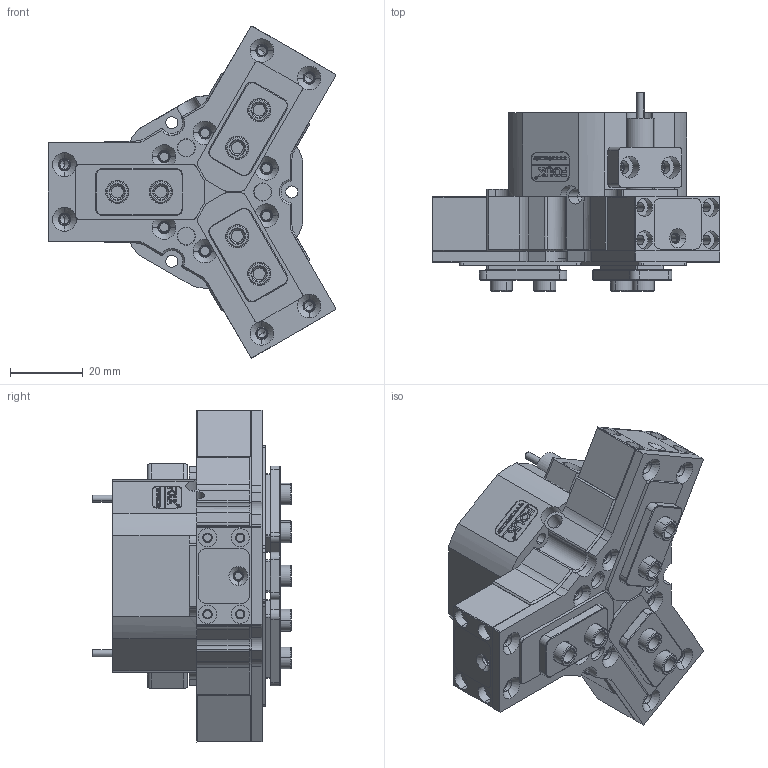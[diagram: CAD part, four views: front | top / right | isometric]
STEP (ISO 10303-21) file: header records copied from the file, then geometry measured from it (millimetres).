
FILE_DESCRIPTION (( 'STEP AP203' ), '1' );
FILE_NAME ('TZ33-60-P.STEP', '2024-12-19T07:51:11', ( 'USER-' ), ( 'Microsoft' ), 'SwSTEP 2.0', 'SolidWorks 2018', '' );
FILE_SCHEMA (( 'CONFIG_CONTROL_DESIGN' ));
Length unit declared in the file: millimetre
Products named in the file (40): TZ33-60-C26-P杅耀.sldasm-Part-16; TZ33-60-C26-P杅耀.sldasm-Part-2; 揤輸蚾饜极; TZ33-60-C26-P杅耀.sldasm-Part-6; TZ33-60-C26-P杅耀.sldasm-Part-50; TZ33-60杅耀.sldasm-Part-11; TZ33-60-C26-P杅耀.sldasm-Part-1; TZ33-60-C26-P杅耀.sldasm-Part-30; 埴翐芛_GB_FASTENER_SCREWS_HSHCS M2X8-N; TZ33-60杅耀.sldasm-Part-15; 12x8-R2; TZ33-60-C26-P杅耀.sldasm-Part-41; TZ33-60; TZ33-60-C26-P杅耀.sldasm-Part-37; TZ33-60-C26-P杅耀.sldasm-Part-5; TZ33-60-C26-P杅耀.sldasm-Part-4; TZ33-60-C26-P杅耀.sldasm-Part-38; TZ33-60-C26-P杅耀.sldasm-Part-49; TZ33-60-C26-P杅耀.sldasm-Part-21; TZ33-60-C26-P杅耀.sldasm-Part-3; TZ33-60-P; TZ33-60杅耀.sldasm-Part-19; TZ33-60-C26-P杅耀.sldasm-Part-29; TZ33-60杅耀.sldasm-Part-29; TZ33-60-C26-P杅耀.sldasm-Part-52; TZ33-60-C26-P杅耀.sldasm-Part-42; TZ33-60-C26-P杅耀.sldasm-Part-44; TZ33-60-C26-P杅耀.sldasm-Part-33; TZ33-60-C26-P杅耀.sldasm-Part-28; TZ33-60-C26-P杅耀.sldasm-Part-51; TZ33-60-C26-P杅耀.sldasm-Part-43; TZ33-60-C26-P杅耀.sldasm-Part-47; TZ33-60-C26-P杅耀.sldasm-Part-24; TZ33-60-菁裔啣; TZ33-60杅耀.sldasm-Part-12; TZ33-60-C26-P杅耀.sldasm-Part-48; TZ33-60-C26-P杅耀.sldasm-Part-31; 揤輸杅耀.sldasm-Part-9; TZ33-60-C26-P杅耀.sldasm-Part-46; TZ33-60杅耀.sldasm-Part-9
Assembly tree (44 placements, depth 4):
  TZ33-60-P
    TZ33-60-C26-P杅耀.sldasm-Part-1
    TZ33-60-C26-P杅耀.sldasm-Part-2
    TZ33-60-C26-P杅耀.sldasm-Part-3
    TZ33-60-C26-P杅耀.sldasm-Part-4
    TZ33-60-C26-P杅耀.sldasm-Part-5
    TZ33-60-C26-P杅耀.sldasm-Part-6
    TZ33-60
      TZ33-60杅耀.sldasm-Part-9
      TZ33-60杅耀.sldasm-Part-11
      TZ33-60杅耀.sldasm-Part-12
      TZ33-60杅耀.sldasm-Part-15
      TZ33-60杅耀.sldasm-Part-19
      TZ33-60杅耀.sldasm-Part-29  x3
      TZ33-60-菁裔啣
      揤輸蚾饜极  x2
        揤輸杅耀.sldasm-Part-9
        埴翐芛_GB_FASTENER_SCREWS_HSHCS M2X8-N
    TZ33-60-C26-P杅耀.sldasm-Part-16
    TZ33-60-C26-P杅耀.sldasm-Part-21
    TZ33-60-C26-P杅耀.sldasm-Part-24
    TZ33-60-C26-P杅耀.sldasm-Part-28
    TZ33-60-C26-P杅耀.sldasm-Part-29
    TZ33-60-C26-P杅耀.sldasm-Part-30
    TZ33-60-C26-P杅耀.sldasm-Part-31
    TZ33-60-C26-P杅耀.sldasm-Part-33
    TZ33-60-C26-P杅耀.sldasm-Part-37
    TZ33-60-C26-P杅耀.sldasm-Part-38
    TZ33-60-C26-P杅耀.sldasm-Part-41
    TZ33-60-C26-P杅耀.sldasm-Part-42
    TZ33-60-C26-P杅耀.sldasm-Part-43
    TZ33-60-C26-P杅耀.sldasm-Part-44
    TZ33-60-C26-P杅耀.sldasm-Part-46
    TZ33-60-C26-P杅耀.sldasm-Part-47
    TZ33-60-C26-P杅耀.sldasm-Part-48
    TZ33-60-C26-P杅耀.sldasm-Part-49
    TZ33-60-C26-P杅耀.sldasm-Part-50
    TZ33-60-C26-P杅耀.sldasm-Part-51
    TZ33-60-C26-P杅耀.sldasm-Part-52
    12x8-R2
    揤輸蚾饜极
      揤輸杅耀.sldasm-Part-9
      埴翐芛_GB_FASTENER_SCREWS_HSHCS M2X8-N  x2
Bounding box: 79.09 x 54.5 x 91.24 mm (x, y, z)
Volume: 106864 mm3; surface area: 61608 mm2
Topology: 46 solids, 46 shells, 2266 faces, 5750 edges, 3679 vertices
Faces by surface type: plane 1024, cylinder 702, cone 373, bspline 155, torus 12
Entity records: 68116 total; most frequent: CARTESIAN_POINT 16506, DIRECTION 9875, ORIENTED_EDGE 9772, EDGE_CURVE 4886, AXIS2_PLACEMENT_3D 3511, VERTEX_POINT 3158, VECTOR 2853, LINE 2853
